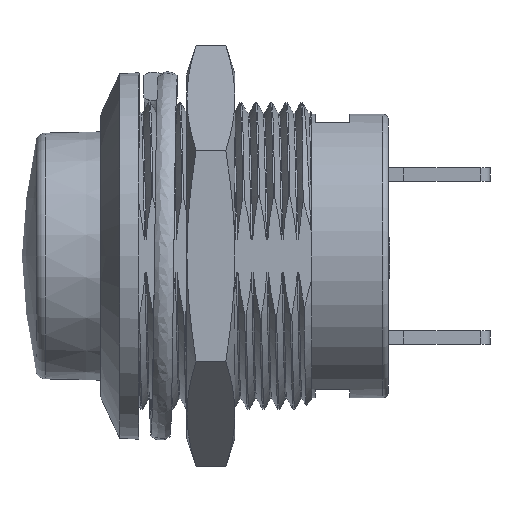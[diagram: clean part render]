
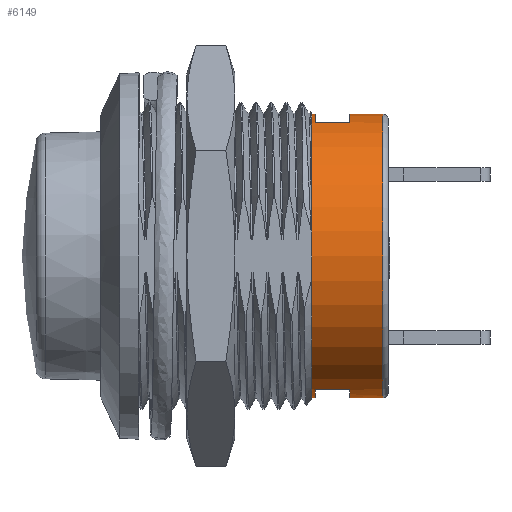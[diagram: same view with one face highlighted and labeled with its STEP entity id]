
A CAD part, left-side view. The second image highlights one B-rep face of the part: STEP entity #6149.
In plain terms, the highlighted cylindrical face has radius 7.4 mm (diameter 14.8 mm), a full revolution.
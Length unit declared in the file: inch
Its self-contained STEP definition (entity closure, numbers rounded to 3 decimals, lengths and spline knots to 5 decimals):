
#103=FACE_BOUND('',#1171,.T.);
#468=CYLINDRICAL_SURFACE('',#6604,0.29134);
#843=FACE_OUTER_BOUND('',#1170,.T.);
#1170=EDGE_LOOP('',(#5278,#5279,#5280,#5281,#5282,#5283,#5284,#5285,#5286,
#5287,#5288,#5289,#5290,#5291));
#1171=EDGE_LOOP('',(#5292,#5293,#5294,#5295));
#1549=LINE('',#13588,#1924);
#1550=LINE('',#13591,#1925);
#1551=LINE('',#13593,#1926);
#1552=LINE('',#13596,#1927);
#1553=LINE('',#13600,#1928);
#1554=LINE('',#13604,#1929);
#1924=VECTOR('',#7794,0.29134);
#1925=VECTOR('',#7797,0.07087);
#1926=VECTOR('',#7798,0.29134);
#1927=VECTOR('',#7801,0.07087);
#1928=VECTOR('',#7804,0.07087);
#1929=VECTOR('',#7807,0.07087);
#2091=CIRCLE('',#6520,0.29134);
#2092=CIRCLE('',#6521,0.29134);
#2115=CIRCLE('',#6570,0.29134);
#2116=CIRCLE('',#6571,0.29134);
#2121=CIRCLE('',#6600,0.29134);
#2123=CIRCLE('',#6605,0.29134);
#2124=CIRCLE('',#6606,0.29134);
#2125=CIRCLE('',#6607,0.29134);
#2126=CIRCLE('',#6608,0.29134);
#2127=CIRCLE('',#6609,0.29134);
#2282=VERTEX_POINT('',#9929);
#2384=VERTEX_POINT('',#10451);
#2665=VERTEX_POINT('',#11524);
#2666=VERTEX_POINT('',#11526);
#2667=VERTEX_POINT('',#11528);
#2699=VERTEX_POINT('',#12588);
#2706=VERTEX_POINT('',#13587);
#2707=VERTEX_POINT('',#13589);
#2708=VERTEX_POINT('',#13592);
#2709=VERTEX_POINT('',#13595);
#2710=VERTEX_POINT('',#13598);
#2711=VERTEX_POINT('',#13599);
#2712=VERTEX_POINT('',#13601);
#2713=VERTEX_POINT('',#13603);
#3451=EDGE_CURVE('',#2665,#2666,#2091,.F.);
#3452=EDGE_CURVE('',#2666,#2667,#2092,.F.);
#3533=EDGE_CURVE('',#2282,#2699,#2115,.T.);
#3534=EDGE_CURVE('',#2699,#2384,#2116,.T.);
#3575=EDGE_CURVE('',#2384,#2282,#2121,.T.);
#3580=EDGE_CURVE('',#2699,#2706,#1549,.T.);
#3581=EDGE_CURVE('',#2707,#2706,#2123,.F.);
#3582=EDGE_CURVE('',#2667,#2707,#1550,.T.);
#3583=EDGE_CURVE('',#2666,#2708,#1551,.T.);
#3584=EDGE_CURVE('',#2708,#2708,#2124,.T.);
#3585=EDGE_CURVE('',#2709,#2665,#1552,.F.);
#3586=EDGE_CURVE('',#2706,#2709,#2125,.F.);
#3587=EDGE_CURVE('',#2710,#2711,#1553,.F.);
#3588=EDGE_CURVE('',#2712,#2710,#2126,.F.);
#3589=EDGE_CURVE('',#2713,#2712,#1554,.T.);
#3590=EDGE_CURVE('',#2711,#2713,#2127,.F.);
#5278=ORIENTED_EDGE('',*,*,#3575,.F.);
#5279=ORIENTED_EDGE('',*,*,#3534,.F.);
#5280=ORIENTED_EDGE('',*,*,#3580,.T.);
#5281=ORIENTED_EDGE('',*,*,#3581,.F.);
#5282=ORIENTED_EDGE('',*,*,#3582,.F.);
#5283=ORIENTED_EDGE('',*,*,#3452,.F.);
#5284=ORIENTED_EDGE('',*,*,#3583,.T.);
#5285=ORIENTED_EDGE('',*,*,#3584,.T.);
#5286=ORIENTED_EDGE('',*,*,#3583,.F.);
#5287=ORIENTED_EDGE('',*,*,#3451,.F.);
#5288=ORIENTED_EDGE('',*,*,#3585,.F.);
#5289=ORIENTED_EDGE('',*,*,#3586,.F.);
#5290=ORIENTED_EDGE('',*,*,#3580,.F.);
#5291=ORIENTED_EDGE('',*,*,#3533,.F.);
#5292=ORIENTED_EDGE('',*,*,#3587,.F.);
#5293=ORIENTED_EDGE('',*,*,#3588,.F.);
#5294=ORIENTED_EDGE('',*,*,#3589,.F.);
#5295=ORIENTED_EDGE('',*,*,#3590,.F.);
#6149=ADVANCED_FACE('',(#843,#103),#468,.T.);
#6520=AXIS2_PLACEMENT_3D('',#11527,#7610,#7611);
#6521=AXIS2_PLACEMENT_3D('',#11529,#7612,#7613);
#6570=AXIS2_PLACEMENT_3D('',#12589,#7723,#7724);
#6571=AXIS2_PLACEMENT_3D('',#12590,#7725,#7726);
#6600=AXIS2_PLACEMENT_3D('',#13501,#7784,#7785);
#6604=AXIS2_PLACEMENT_3D('',#13586,#7792,#7793);
#6605=AXIS2_PLACEMENT_3D('',#13590,#7795,#7796);
#6606=AXIS2_PLACEMENT_3D('',#13594,#7799,#7800);
#6607=AXIS2_PLACEMENT_3D('',#13597,#7802,#7803);
#6608=AXIS2_PLACEMENT_3D('',#13602,#7805,#7806);
#6609=AXIS2_PLACEMENT_3D('',#13605,#7808,#7809);
#7610=DIRECTION('center_axis',(0.,-1.,0.));
#7611=DIRECTION('ref_axis',(0.,0.,-1.));
#7612=DIRECTION('center_axis',(0.,-1.,0.));
#7613=DIRECTION('ref_axis',(0.,0.,-1.));
#7723=DIRECTION('center_axis',(0.,1.,0.));
#7724=DIRECTION('ref_axis',(0.,0.,1.));
#7725=DIRECTION('center_axis',(0.,1.,0.));
#7726=DIRECTION('ref_axis',(0.,0.,1.));
#7784=DIRECTION('center_axis',(0.,1.,0.));
#7785=DIRECTION('ref_axis',(0.,0.,1.));
#7792=DIRECTION('center_axis',(0.,1.,0.));
#7793=DIRECTION('ref_axis',(0.,0.,1.));
#7794=DIRECTION('',(0.,-1.,0.));
#7795=DIRECTION('center_axis',(0.,1.,0.));
#7796=DIRECTION('ref_axis',(0.,0.,1.));
#7797=DIRECTION('',(0.,1.,0.));
#7798=DIRECTION('',(0.,-1.,0.));
#7799=DIRECTION('center_axis',(0.,1.,0.));
#7800=DIRECTION('ref_axis',(0.,0.,1.));
#7801=DIRECTION('',(0.,1.,0.));
#7802=DIRECTION('center_axis',(0.,1.,0.));
#7803=DIRECTION('ref_axis',(0.,0.,1.));
#7804=DIRECTION('',(0.,1.,0.));
#7805=DIRECTION('center_axis',(0.,1.,0.));
#7806=DIRECTION('ref_axis',(0.,0.,1.));
#7807=DIRECTION('',(0.,1.,0.));
#7808=DIRECTION('center_axis',(0.,-1.,0.));
#7809=DIRECTION('ref_axis',(0.,0.,-1.));
#9929=CARTESIAN_POINT('',(0.29134,-0.35433,0.));
#10451=CARTESIAN_POINT('',(-0.29134,-0.35433,0.));
#11524=CARTESIAN_POINT('',(0.09843,-0.43307,-0.27421));
#11526=CARTESIAN_POINT('',(0.,-0.43307,-0.29134));
#11527=CARTESIAN_POINT('Origin',(0.,-0.43307,0.));
#11528=CARTESIAN_POINT('',(-0.09843,-0.43307,-0.27421));
#11529=CARTESIAN_POINT('Origin',(0.,-0.43307,0.));
#12588=CARTESIAN_POINT('',(0.,-0.35433,-0.29134));
#12589=CARTESIAN_POINT('Origin',(0.,-0.35433,0.));
#12590=CARTESIAN_POINT('Origin',(0.,-0.35433,0.));
#13501=CARTESIAN_POINT('Origin',(0.,-0.35433,0.));
#13586=CARTESIAN_POINT('Origin',(0.,-0.51181,0.));
#13587=CARTESIAN_POINT('',(0.,-0.3622,-0.29134));
#13588=CARTESIAN_POINT('',(0.,-0.51181,-0.29134));
#13589=CARTESIAN_POINT('',(-0.09843,-0.3622,-0.27421));
#13590=CARTESIAN_POINT('Origin',(0.,-0.3622,0.));
#13591=CARTESIAN_POINT('',(-0.09843,-0.43307,-0.27421));
#13592=CARTESIAN_POINT('',(0.,-0.5,-0.29134));
#13593=CARTESIAN_POINT('',(0.,-0.51181,-0.29134));
#13594=CARTESIAN_POINT('Origin',(0.,-0.5,0.));
#13595=CARTESIAN_POINT('',(0.09843,-0.3622,-0.27421));
#13596=CARTESIAN_POINT('',(0.09843,-0.43307,-0.27421));
#13597=CARTESIAN_POINT('Origin',(0.,-0.3622,0.));
#13598=CARTESIAN_POINT('',(-0.09843,-0.3622,0.27421));
#13599=CARTESIAN_POINT('',(-0.09843,-0.43307,0.27421));
#13600=CARTESIAN_POINT('',(-0.09843,-0.43307,0.27421));
#13601=CARTESIAN_POINT('',(0.09843,-0.3622,0.27421));
#13602=CARTESIAN_POINT('Origin',(0.,-0.3622,0.));
#13603=CARTESIAN_POINT('',(0.09843,-0.43307,0.27421));
#13604=CARTESIAN_POINT('',(0.09843,-0.43307,0.27421));
#13605=CARTESIAN_POINT('Origin',(0.,-0.43307,0.));
